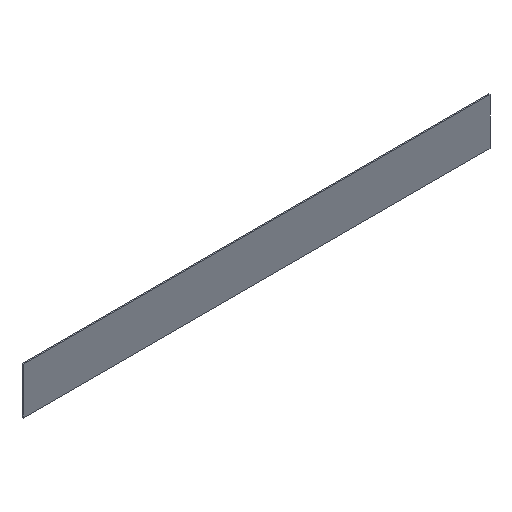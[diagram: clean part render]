
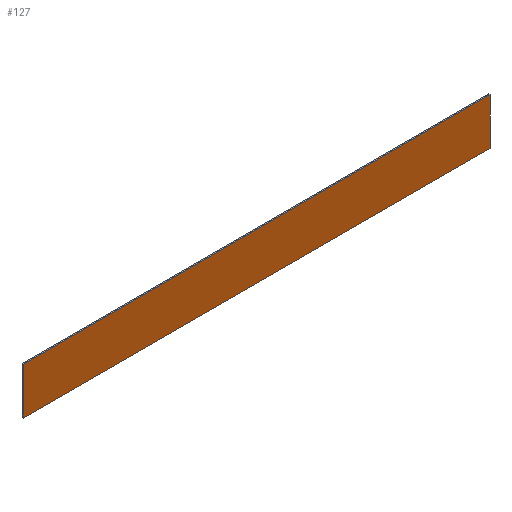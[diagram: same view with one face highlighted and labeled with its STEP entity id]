
A CAD part, isometric view. The second image highlights one B-rep face of the part: STEP entity #127.
In plain terms, the highlighted planar face has unit normal (0, -1, 0).
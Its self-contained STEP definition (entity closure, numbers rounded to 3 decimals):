
#6 = DIRECTION ( 'NONE',  ( 0., 0., -1. ) ) ;
#16 = LINE ( 'NONE', #50, #17 ) ;
#17 = VECTOR ( 'NONE', #118, 1000. ) ;
#20 = LINE ( 'NONE', #44, #66 ) ;
#21 = CARTESIAN_POINT ( 'NONE',  ( -250., -0.65, 25. ) ) ;
#41 = ORIENTED_EDGE ( 'NONE', *, *, #53, .F. ) ;
#42 = VECTOR ( 'NONE', #150, 1000. ) ;
#44 = CARTESIAN_POINT ( 'NONE',  ( -250., -0.65, 25. ) ) ;
#47 = EDGE_CURVE ( 'NONE', #157, #84, #162, .T. ) ;
#50 = CARTESIAN_POINT ( 'NONE',  ( -250., -0.65, 25. ) ) ;
#53 = EDGE_CURVE ( 'NONE', #140, #157, #20, .T. ) ;
#55 = AXIS2_PLACEMENT_3D ( 'NONE', #165, #111, #6 ) ;
#66 = VECTOR ( 'NONE', #76, 1000. ) ;
#69 = FACE_OUTER_BOUND ( 'NONE', #142, .T. ) ;
#71 = LINE ( 'NONE', #123, #42 ) ;
#72 = EDGE_CURVE ( 'NONE', #183, #140, #16, .T. ) ;
#74 = VECTOR ( 'NONE', #117, 1000. ) ;
#76 = DIRECTION ( 'NONE',  ( 1., 0., 0. ) ) ;
#84 = VERTEX_POINT ( 'NONE', #143 ) ;
#96 = CARTESIAN_POINT ( 'NONE',  ( 250., -0.65, 25. ) ) ;
#98 = ORIENTED_EDGE ( 'NONE', *, *, #47, .F. ) ;
#101 = ORIENTED_EDGE ( 'NONE', *, *, #72, .F. ) ;
#111 = DIRECTION ( 'NONE',  ( 0., -1., 0. ) ) ;
#117 = DIRECTION ( 'NONE',  ( 0., 0., -1. ) ) ;
#118 = DIRECTION ( 'NONE',  ( 0., 0., 1. ) ) ;
#123 = CARTESIAN_POINT ( 'NONE',  ( -250., -0.65, -25. ) ) ;
#127 = ADVANCED_FACE ( 'NONE', ( #69 ), #148, .T. ) ;
#140 = VERTEX_POINT ( 'NONE', #21 ) ;
#142 = EDGE_LOOP ( 'NONE', ( #98, #41, #101, #153 ) ) ;
#143 = CARTESIAN_POINT ( 'NONE',  ( 250., -0.65, -25. ) ) ;
#148 = PLANE ( 'NONE',  #55 ) ;
#150 = DIRECTION ( 'NONE',  ( -1., 0., 0. ) ) ;
#152 = CARTESIAN_POINT ( 'NONE',  ( -250., -0.65, -25. ) ) ;
#153 = ORIENTED_EDGE ( 'NONE', *, *, #155, .F. ) ;
#155 = EDGE_CURVE ( 'NONE', #84, #183, #71, .T. ) ;
#157 = VERTEX_POINT ( 'NONE', #96 ) ;
#162 = LINE ( 'NONE', #173, #74 ) ;
#165 = CARTESIAN_POINT ( 'NONE',  ( 0., -0.65, 0. ) ) ;
#173 = CARTESIAN_POINT ( 'NONE',  ( 250., -0.65, 25. ) ) ;
#183 = VERTEX_POINT ( 'NONE', #152 ) ;
